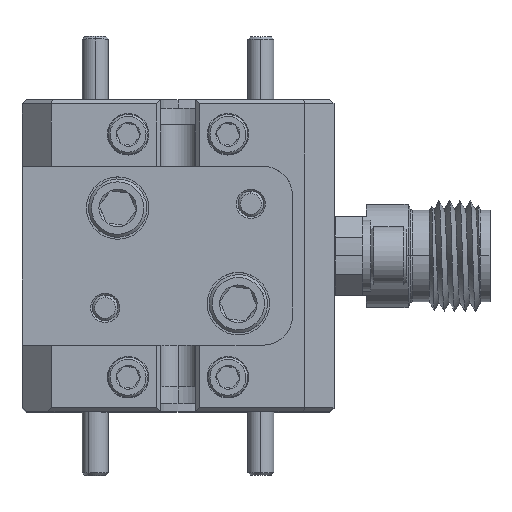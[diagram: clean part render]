
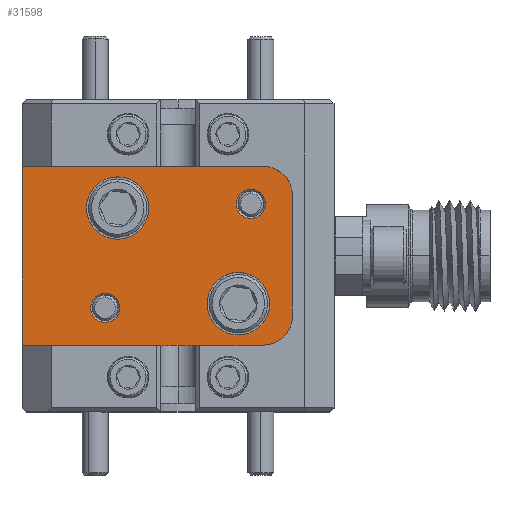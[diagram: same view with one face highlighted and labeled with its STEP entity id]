
A CAD part, top view. The second image highlights one B-rep face of the part: STEP entity #31598.
In plain terms, the highlighted planar face has unit normal (0, 0, 1).
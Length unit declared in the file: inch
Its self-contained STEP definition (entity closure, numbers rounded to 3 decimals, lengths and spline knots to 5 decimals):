
#1781 = CIRCLE ( 'NONE', #5392, 0.075 ) ;
#2046 = PLANE ( 'NONE',  #37116 ) ;
#2706 = EDGE_CURVE ( 'NONE', #22785, #29339, #39279, .T. ) ;
#2718 = ORIENTED_EDGE ( 'NONE', *, *, #10384, .F. ) ;
#3152 = FACE_BOUND ( 'NONE', #54567, .T. ) ;
#4202 = AXIS2_PLACEMENT_3D ( 'NONE', #29968, #47109, #25736 ) ;
#5068 = DIRECTION ( 'NONE',  ( 0., -1., 0. ) ) ;
#5331 = AXIS2_PLACEMENT_3D ( 'NONE', #18534, #5799, #27574 ) ;
#5392 = AXIS2_PLACEMENT_3D ( 'NONE', #7633, #11598, #24603 ) ;
#5506 = VERTEX_POINT ( 'NONE', #44288 ) ;
#5799 = DIRECTION ( 'NONE',  ( 0., 0., 1. ) ) ;
#6285 = DIRECTION ( 'NONE',  ( 0., 0., -1. ) ) ;
#6385 = EDGE_LOOP ( 'NONE', ( #41275, #12763, #52171, #47292, #49792, #11458 ) ) ;
#6836 = CARTESIAN_POINT ( 'NONE',  ( -1.54343, -0.01054, 1.18679 ) ) ;
#6909 = CARTESIAN_POINT ( 'NONE',  ( -1.89343, -0.04054, 1.18679 ) ) ;
#6936 = VERTEX_POINT ( 'NONE', #18278 ) ;
#7633 = CARTESIAN_POINT ( 'NONE',  ( -1.60343, -0.27054, 1.18679 ) ) ;
#7896 = CIRCLE ( 'NONE', #55688, 0.035 ) ;
#7991 = CARTESIAN_POINT ( 'NONE',  ( -2.12343, 0.05946, 1.18679 ) ) ;
#8893 = DIRECTION ( 'NONE',  ( 0., 1., 0. ) ) ;
#9597 = LINE ( 'NONE', #18108, #20543 ) ;
#9623 = EDGE_CURVE ( 'NONE', #9662, #25145, #9597, .T. ) ;
#9662 = VERTEX_POINT ( 'NONE', #7991 ) ;
#10384 = EDGE_CURVE ( 'NONE', #29339, #22785, #7896, .T. ) ;
#10738 = LINE ( 'NONE', #48537, #39096 ) ;
#11458 = ORIENTED_EDGE ( 'NONE', *, *, #32646, .T. ) ;
#11598 = DIRECTION ( 'NONE',  ( 0., 0., 1. ) ) ;
#11704 = AXIS2_PLACEMENT_3D ( 'NONE', #29141, #46293, #17535 ) ;
#11744 = EDGE_LOOP ( 'NONE', ( #21615, #2718 ) ) ;
#12083 = CARTESIAN_POINT ( 'NONE',  ( -1.54343, -0.37054, 1.18679 ) ) ;
#12459 = ORIENTED_EDGE ( 'NONE', *, *, #45655, .F. ) ;
#12763 = ORIENTED_EDGE ( 'NONE', *, *, #28014, .T. ) ;
#12780 = ORIENTED_EDGE ( 'NONE', *, *, #51237, .F. ) ;
#13238 = VECTOR ( 'NONE', #16868, 39.37008 ) ;
#14297 = DIRECTION ( 'NONE',  ( 1., 0., 0. ) ) ;
#15371 = EDGE_CURVE ( 'NONE', #6936, #20676, #1781, .T. ) ;
#15905 = CIRCLE ( 'NONE', #4202, 0.07 ) ;
#16128 = CARTESIAN_POINT ( 'NONE',  ( -1.47343, -0.01054, 1.18679 ) ) ;
#16868 = DIRECTION ( 'NONE',  ( 1., 0., 0. ) ) ;
#17390 = CIRCLE ( 'NONE', #24611, 0.075 ) ;
#17535 = DIRECTION ( 'NONE',  ( 1., 0., 0. ) ) ;
#18088 = CARTESIAN_POINT ( 'NONE',  ( -2.12343, -0.37054, 1.18679 ) ) ;
#18108 = CARTESIAN_POINT ( 'NONE',  ( -2.12343, -0.37054, 1.18679 ) ) ;
#18278 = CARTESIAN_POINT ( 'NONE',  ( -1.67843, -0.27054, 1.18679 ) ) ;
#18395 = DIRECTION ( 'NONE',  ( -1., 0., 0. ) ) ;
#18534 = CARTESIAN_POINT ( 'NONE',  ( -1.89343, -0.04054, 1.18679 ) ) ;
#19308 = FACE_BOUND ( 'NONE', #25737, .T. ) ;
#19869 = CARTESIAN_POINT ( 'NONE',  ( -1.81843, -0.04054, 1.18679 ) ) ;
#20194 = CARTESIAN_POINT ( 'NONE',  ( -1.54343, -0.37054, 1.18679 ) ) ;
#20543 = VECTOR ( 'NONE', #5068, 39.37008 ) ;
#20676 = VERTEX_POINT ( 'NONE', #24709 ) ;
#21144 = LINE ( 'NONE', #12083, #13238 ) ;
#21615 = ORIENTED_EDGE ( 'NONE', *, *, #2706, .F. ) ;
#21707 = EDGE_CURVE ( 'NONE', #34096, #22104, #27890, .T. ) ;
#22104 = VERTEX_POINT ( 'NONE', #19869 ) ;
#22785 = VERTEX_POINT ( 'NONE', #42873 ) ;
#24603 = DIRECTION ( 'NONE',  ( 1., 0., 0. ) ) ;
#24611 = AXIS2_PLACEMENT_3D ( 'NONE', #6909, #36302, #14297 ) ;
#24709 = CARTESIAN_POINT ( 'NONE',  ( -1.52843, -0.27054, 1.18679 ) ) ;
#24809 = DIRECTION ( 'NONE',  ( -1., 0., 0. ) ) ;
#25136 = CIRCLE ( 'NONE', #50321, 0.075 ) ;
#25145 = VERTEX_POINT ( 'NONE', #18088 ) ;
#25736 = DIRECTION ( 'NONE',  ( -1., 0., 0. ) ) ;
#25737 = EDGE_LOOP ( 'NONE', ( #12780, #32814 ) ) ;
#26562 = VERTEX_POINT ( 'NONE', #16128 ) ;
#27494 = VERTEX_POINT ( 'NONE', #39450 ) ;
#27574 = DIRECTION ( 'NONE',  ( 1., 0., 0. ) ) ;
#27890 = CIRCLE ( 'NONE', #5331, 0.075 ) ;
#28014 = EDGE_CURVE ( 'NONE', #25145, #40316, #21144, .T. ) ;
#28417 = DIRECTION ( 'NONE',  ( 0., 0., 1. ) ) ;
#29141 = CARTESIAN_POINT ( 'NONE',  ( -1.57343, -0.03054, 1.18679 ) ) ;
#29339 = VERTEX_POINT ( 'NONE', #39074 ) ;
#29382 = AXIS2_PLACEMENT_3D ( 'NONE', #49251, #28417, #45564 ) ;
#29968 = CARTESIAN_POINT ( 'NONE',  ( -1.54343, -0.30054, 1.18679 ) ) ;
#30323 = CIRCLE ( 'NONE', #50987, 0.07 ) ;
#30695 = CIRCLE ( 'NONE', #11704, 0.035 ) ;
#30816 = AXIS2_PLACEMENT_3D ( 'NONE', #52367, #44407, #39683 ) ;
#31198 = CARTESIAN_POINT ( 'NONE',  ( -1.47343, -0.30054, 1.18679 ) ) ;
#31598 = ADVANCED_FACE ( 'NONE', ( #54012, #3152, #19308, #46049, #32561 ), #2046, .F. ) ;
#32561 = FACE_OUTER_BOUND ( 'NONE', #6385, .T. ) ;
#32646 = EDGE_CURVE ( 'NONE', #34712, #9662, #10738, .T. ) ;
#32658 = VERTEX_POINT ( 'NONE', #40898 ) ;
#32696 = ORIENTED_EDGE ( 'NONE', *, *, #43609, .F. ) ;
#32814 = ORIENTED_EDGE ( 'NONE', *, *, #21707, .F. ) ;
#33272 = DIRECTION ( 'NONE',  ( 0., 0., 1. ) ) ;
#34096 = VERTEX_POINT ( 'NONE', #51181 ) ;
#34352 = EDGE_LOOP ( 'NONE', ( #32696, #36099 ) ) ;
#34712 = VERTEX_POINT ( 'NONE', #41661 ) ;
#35444 = DIRECTION ( 'NONE',  ( 0., 0., 1. ) ) ;
#36099 = ORIENTED_EDGE ( 'NONE', *, *, #15371, .F. ) ;
#36302 = DIRECTION ( 'NONE',  ( 0., 0., 1. ) ) ;
#37049 = CIRCLE ( 'NONE', #30816, 0.035 ) ;
#37116 = AXIS2_PLACEMENT_3D ( 'NONE', #6836, #6285, #50588 ) ;
#37150 = EDGE_CURVE ( 'NONE', #26562, #34712, #30323, .T. ) ;
#38524 = LINE ( 'NONE', #31198, #47945 ) ;
#39074 = CARTESIAN_POINT ( 'NONE',  ( -1.95843, -0.28054, 1.18679 ) ) ;
#39096 = VECTOR ( 'NONE', #18395, 39.37008 ) ;
#39279 = CIRCLE ( 'NONE', #29382, 0.035 ) ;
#39450 = CARTESIAN_POINT ( 'NONE',  ( -1.53843, -0.03054, 1.18679 ) ) ;
#39683 = DIRECTION ( 'NONE',  ( 1., 0., 0. ) ) ;
#40316 = VERTEX_POINT ( 'NONE', #20194 ) ;
#40898 = CARTESIAN_POINT ( 'NONE',  ( -1.60843, -0.03054, 1.18679 ) ) ;
#41275 = ORIENTED_EDGE ( 'NONE', *, *, #9623, .T. ) ;
#41661 = CARTESIAN_POINT ( 'NONE',  ( -1.54343, 0.05946, 1.18679 ) ) ;
#42873 = CARTESIAN_POINT ( 'NONE',  ( -1.88843, -0.28054, 1.18679 ) ) ;
#43574 = DIRECTION ( 'NONE',  ( 1., 0., 0. ) ) ;
#43609 = EDGE_CURVE ( 'NONE', #20676, #6936, #25136, .T. ) ;
#44288 = CARTESIAN_POINT ( 'NONE',  ( -1.47343, -0.30054, 1.18679 ) ) ;
#44407 = DIRECTION ( 'NONE',  ( 0., 0., 1. ) ) ;
#45564 = DIRECTION ( 'NONE',  ( 1., 0., 0. ) ) ;
#45655 = EDGE_CURVE ( 'NONE', #32658, #27494, #30695, .T. ) ;
#46049 = FACE_BOUND ( 'NONE', #34352, .T. ) ;
#46293 = DIRECTION ( 'NONE',  ( 0., 0., 1. ) ) ;
#46481 = CARTESIAN_POINT ( 'NONE',  ( -1.54343, -0.01054, 1.18679 ) ) ;
#47109 = DIRECTION ( 'NONE',  ( 0., 0., 1. ) ) ;
#47242 = DIRECTION ( 'NONE',  ( 1., 0., 0. ) ) ;
#47292 = ORIENTED_EDGE ( 'NONE', *, *, #51478, .T. ) ;
#47535 = CARTESIAN_POINT ( 'NONE',  ( -1.60343, -0.27054, 1.18679 ) ) ;
#47945 = VECTOR ( 'NONE', #8893, 39.37008 ) ;
#48124 = EDGE_CURVE ( 'NONE', #27494, #32658, #37049, .T. ) ;
#48537 = CARTESIAN_POINT ( 'NONE',  ( -1.54343, 0.05946, 1.18679 ) ) ;
#49251 = CARTESIAN_POINT ( 'NONE',  ( -1.92343, -0.28054, 1.18679 ) ) ;
#49792 = ORIENTED_EDGE ( 'NONE', *, *, #37150, .T. ) ;
#50321 = AXIS2_PLACEMENT_3D ( 'NONE', #47535, #35444, #43574 ) ;
#50588 = DIRECTION ( 'NONE',  ( -1., 0., 0. ) ) ;
#50987 = AXIS2_PLACEMENT_3D ( 'NONE', #46481, #33272, #24809 ) ;
#51181 = CARTESIAN_POINT ( 'NONE',  ( -1.96843, -0.04054, 1.18679 ) ) ;
#51236 = DIRECTION ( 'NONE',  ( 0., 0., 1. ) ) ;
#51237 = EDGE_CURVE ( 'NONE', #22104, #34096, #17390, .T. ) ;
#51478 = EDGE_CURVE ( 'NONE', #5506, #26562, #38524, .T. ) ;
#52171 = ORIENTED_EDGE ( 'NONE', *, *, #55654, .T. ) ;
#52367 = CARTESIAN_POINT ( 'NONE',  ( -1.57343, -0.03054, 1.18679 ) ) ;
#52509 = ORIENTED_EDGE ( 'NONE', *, *, #48124, .F. ) ;
#54012 = FACE_BOUND ( 'NONE', #11744, .T. ) ;
#54567 = EDGE_LOOP ( 'NONE', ( #52509, #12459 ) ) ;
#55477 = CARTESIAN_POINT ( 'NONE',  ( -1.92343, -0.28054, 1.18679 ) ) ;
#55654 = EDGE_CURVE ( 'NONE', #40316, #5506, #15905, .T. ) ;
#55688 = AXIS2_PLACEMENT_3D ( 'NONE', #55477, #51236, #47242 ) ;
